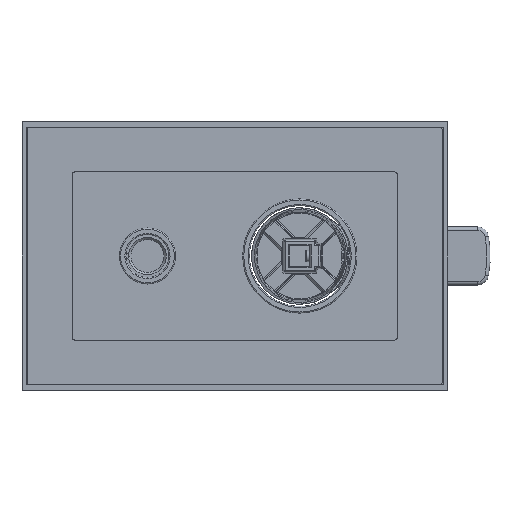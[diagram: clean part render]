
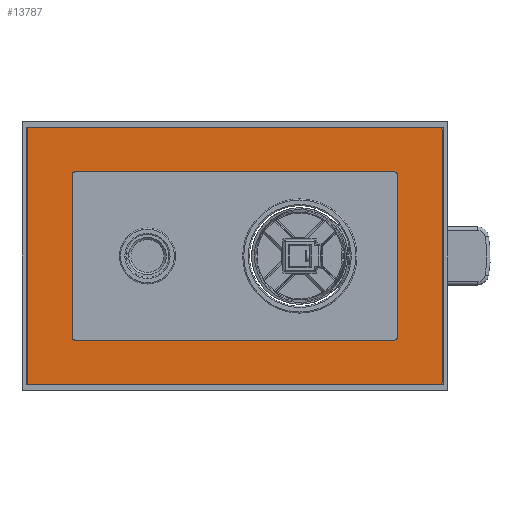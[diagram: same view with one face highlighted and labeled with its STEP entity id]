
A CAD part, left-side view. The second image highlights one B-rep face of the part: STEP entity #13787.
In plain terms, the highlighted face is planar.
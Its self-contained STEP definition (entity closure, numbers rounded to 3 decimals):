
#13294=CARTESIAN_POINT('',(-36.5,6.,-71.5));
#13295=DIRECTION('',(0.,-1.,0.));
#13296=DIRECTION('',(-1.,0.,0.));
#13297=AXIS2_PLACEMENT_3D('',#13294,#13295,#13296);
#13324=CARTESIAN_POINT('',(-36.5,6.,71.5));
#13325=DIRECTION('',(0.,-1.,0.));
#13326=DIRECTION('',(0.,0.,1.));
#13327=AXIS2_PLACEMENT_3D('',#13324,#13325,#13326);
#13354=CARTESIAN_POINT('',(36.5,6.,71.5));
#13355=DIRECTION('',(0.,-1.,0.));
#13356=DIRECTION('',(1.,0.,0.));
#13357=AXIS2_PLACEMENT_3D('',#13354,#13355,#13356);
#13384=CARTESIAN_POINT('',(36.5,6.,-71.5));
#13385=DIRECTION('',(0.,-1.,0.));
#13386=DIRECTION('',(0.,0.,-1.));
#13387=AXIS2_PLACEMENT_3D('',#13384,#13385,#13386);
#13392=DIRECTION('',(0.,0.,1.));
#13393=VECTOR('',#13392,143.);
#13394=CARTESIAN_POINT('',(37.5,6.,-71.5));
#13395=LINE('',#13394,#13393);
#13399=DIRECTION('',(1.,0.,0.));
#13400=VECTOR('',#13399,73.);
#13401=CARTESIAN_POINT('',(-36.5,6.,-72.5));
#13402=LINE('',#13401,#13400);
#13406=DIRECTION('',(0.,0.,-1.));
#13407=VECTOR('',#13406,143.);
#13408=CARTESIAN_POINT('',(-37.5,6.,71.5));
#13409=LINE('',#13408,#13407);
#13413=DIRECTION('',(-1.,0.,0.));
#13414=VECTOR('',#13413,73.);
#13415=CARTESIAN_POINT('',(36.5,6.,72.5));
#13416=LINE('',#13415,#13414);
#13420=CARTESIAN_POINT('',(56.5,6.,-91.5));
#13421=DIRECTION('',(0.,1.,0.));
#13422=DIRECTION('',(1.,0.,0.));
#13423=AXIS2_PLACEMENT_3D('',#13420,#13421,#13422);
#13428=DIRECTION('',(0.,0.,-1.));
#13429=VECTOR('',#13428,183.);
#13430=CARTESIAN_POINT('',(57.5,6.,91.5));
#13431=LINE('',#13430,#13429);
#13435=CARTESIAN_POINT('',(56.5,6.,91.5));
#13436=DIRECTION('',(0.,1.,0.));
#13437=DIRECTION('',(0.,0.,1.));
#13438=AXIS2_PLACEMENT_3D('',#13435,#13436,#13437);
#13443=DIRECTION('',(1.,0.,0.));
#13444=VECTOR('',#13443,113.);
#13445=CARTESIAN_POINT('',(-56.5,6.,92.5));
#13446=LINE('',#13445,#13444);
#13450=CARTESIAN_POINT('',(-56.5,6.,91.5));
#13451=DIRECTION('',(0.,1.,0.));
#13452=DIRECTION('',(-1.,0.,0.));
#13453=AXIS2_PLACEMENT_3D('',#13450,#13451,#13452);
#13458=DIRECTION('',(0.,0.,1.));
#13459=VECTOR('',#13458,183.);
#13460=CARTESIAN_POINT('',(-57.5,6.,-91.5));
#13461=LINE('',#13460,#13459);
#13465=CARTESIAN_POINT('',(-56.5,6.,-91.5));
#13466=DIRECTION('',(0.,1.,0.));
#13467=DIRECTION('',(0.,0.,-1.));
#13468=AXIS2_PLACEMENT_3D('',#13465,#13466,#13467);
#13473=DIRECTION('',(-1.,0.,0.));
#13474=VECTOR('',#13473,113.);
#13475=CARTESIAN_POINT('',(56.5,6.,-92.5));
#13476=LINE('',#13475,#13474);
#13537=CARTESIAN_POINT('',(-36.5,6.,-72.5));
#13539=VERTEX_POINT('',#13537);
#13541=CARTESIAN_POINT('',(-37.5,6.,-71.5));
#13543=VERTEX_POINT('',#13541);
#13545=CARTESIAN_POINT('',(37.5,6.,-71.5));
#13547=VERTEX_POINT('',#13545);
#13549=CARTESIAN_POINT('',(36.5,6.,-72.5));
#13551=VERTEX_POINT('',#13549);
#13553=CARTESIAN_POINT('',(36.5,6.,72.5));
#13555=VERTEX_POINT('',#13553);
#13557=CARTESIAN_POINT('',(37.5,6.,71.5));
#13559=VERTEX_POINT('',#13557);
#13561=CARTESIAN_POINT('',(-37.5,6.,71.5));
#13563=VERTEX_POINT('',#13561);
#13565=CARTESIAN_POINT('',(-36.5,6.,72.5));
#13567=VERTEX_POINT('',#13565);
#13572=CARTESIAN_POINT('',(57.5,6.,-91.5));
#13573=VERTEX_POINT('',#13572);
#13574=CARTESIAN_POINT('',(56.5,6.,-92.5));
#13575=VERTEX_POINT('',#13574);
#13580=CARTESIAN_POINT('',(-56.5,6.,-92.5));
#13581=VERTEX_POINT('',#13580);
#13582=CARTESIAN_POINT('',(-57.5,6.,-91.5));
#13583=VERTEX_POINT('',#13582);
#13588=CARTESIAN_POINT('',(-57.5,6.,91.5));
#13589=VERTEX_POINT('',#13588);
#13590=CARTESIAN_POINT('',(-56.5,6.,92.5));
#13591=VERTEX_POINT('',#13590);
#13596=CARTESIAN_POINT('',(56.5,6.,92.5));
#13597=VERTEX_POINT('',#13596);
#13598=CARTESIAN_POINT('',(57.5,6.,91.5));
#13599=VERTEX_POINT('',#13598);
#13754=CARTESIAN_POINT('',(0.,6.,0.));
#13755=DIRECTION('',(0.,1.,0.));
#13756=DIRECTION('',(1.,0.,0.));
#13757=AXIS2_PLACEMENT_3D('',#13754,#13755,#13756);
#13758=PLANE('',#13757);
#13760=ORIENTED_EDGE('',*,*,#13759,.F.);
#13762=ORIENTED_EDGE('',*,*,#13761,.F.);
#13764=ORIENTED_EDGE('',*,*,#13763,.F.);
#13766=ORIENTED_EDGE('',*,*,#13765,.F.);
#13768=ORIENTED_EDGE('',*,*,#13767,.F.);
#13770=ORIENTED_EDGE('',*,*,#13769,.F.);
#13772=ORIENTED_EDGE('',*,*,#13771,.F.);
#13774=ORIENTED_EDGE('',*,*,#13773,.F.);
#13775=EDGE_LOOP('',(#13760,#13762,#13764,#13766,#13768,#13770,#13772,#13774));
#13776=FACE_OUTER_BOUND('',#13775,.F.);
#13777=ORIENTED_EDGE('',*,*,#13734,.F.);
#13778=ORIENTED_EDGE('',*,*,#13749,.F.);
#13779=ORIENTED_EDGE('',*,*,#13649,.F.);
#13780=ORIENTED_EDGE('',*,*,#13666,.F.);
#13781=ORIENTED_EDGE('',*,*,#13680,.F.);
#13782=ORIENTED_EDGE('',*,*,#13694,.F.);
#13783=ORIENTED_EDGE('',*,*,#13706,.F.);
#13784=ORIENTED_EDGE('',*,*,#13722,.F.);
#13785=EDGE_LOOP('',(#13777,#13778,#13779,#13780,#13781,#13782,#13783,#13784));
#13786=FACE_BOUND('',#13785,.F.);
#13787=ADVANCED_FACE('',(#13776,#13786),#13758,.T.);
#13298=CIRCLE('',#13297,1.);
#13328=CIRCLE('',#13327,1.);
#13358=CIRCLE('',#13357,1.);
#13388=CIRCLE('',#13387,1.);
#13424=CIRCLE('',#13423,1.);
#13439=CIRCLE('',#13438,1.);
#13454=CIRCLE('',#13453,1.);
#13469=CIRCLE('',#13468,1.);
#13649=EDGE_CURVE('',#13539,#13551,#13402,.T.);
#13666=EDGE_CURVE('',#13543,#13539,#13298,.T.);
#13680=EDGE_CURVE('',#13563,#13543,#13409,.T.);
#13694=EDGE_CURVE('',#13567,#13563,#13328,.T.);
#13706=EDGE_CURVE('',#13555,#13567,#13416,.T.);
#13722=EDGE_CURVE('',#13559,#13555,#13358,.T.);
#13734=EDGE_CURVE('',#13547,#13559,#13395,.T.);
#13749=EDGE_CURVE('',#13551,#13547,#13388,.T.);
#13759=EDGE_CURVE('',#13573,#13575,#13424,.T.);
#13761=EDGE_CURVE('',#13599,#13573,#13431,.T.);
#13763=EDGE_CURVE('',#13597,#13599,#13439,.T.);
#13765=EDGE_CURVE('',#13591,#13597,#13446,.T.);
#13767=EDGE_CURVE('',#13589,#13591,#13454,.T.);
#13769=EDGE_CURVE('',#13583,#13589,#13461,.T.);
#13771=EDGE_CURVE('',#13581,#13583,#13469,.T.);
#13773=EDGE_CURVE('',#13575,#13581,#13476,.T.);
